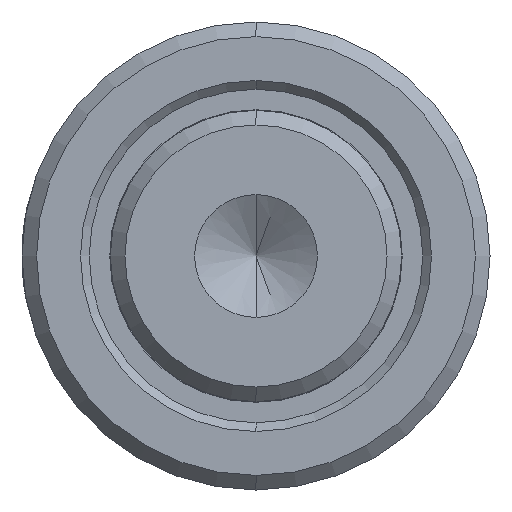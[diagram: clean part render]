
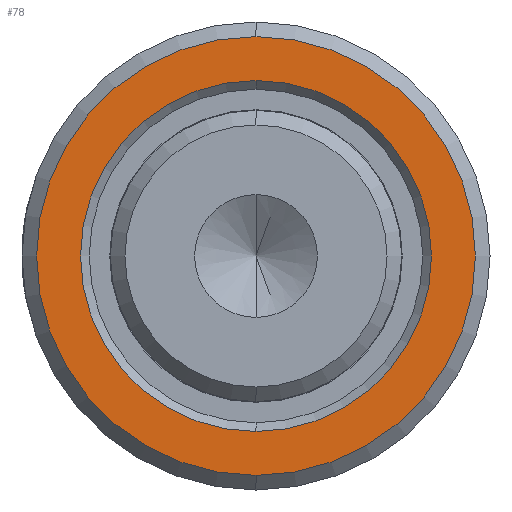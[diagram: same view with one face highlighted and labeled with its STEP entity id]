
A CAD part, left-side view. The second image highlights one B-rep face of the part: STEP entity #78.
In plain terms, the highlighted planar face has unit normal (-1, 0, 0).
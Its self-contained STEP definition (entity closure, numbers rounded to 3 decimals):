
#6 = DIRECTION ( 'NONE',  ( -1., 0., 0. ) ) ;
#17 = VERTEX_POINT ( 'NONE', #143 ) ;
#39 = CIRCLE ( 'NONE', #447, 6. ) ;
#63 = CARTESIAN_POINT ( 'NONE',  ( 8., 0., 6. ) ) ;
#78 = ADVANCED_FACE ( 'NONE', ( #1360, #263 ), #1596, .T. ) ;
#117 = DIRECTION ( 'NONE',  ( 0., 0., 1. ) ) ;
#122 = DIRECTION ( 'NONE',  ( 0., 0., 1. ) ) ;
#143 = CARTESIAN_POINT ( 'NONE',  ( 8., 0., -7.5 ) ) ;
#263 = FACE_BOUND ( 'NONE', #1712, .T. ) ;
#268 = AXIS2_PLACEMENT_3D ( 'NONE', #1842, #986, #122 ) ;
#349 = EDGE_CURVE ( 'NONE', #17, #1096, #1810, .T. ) ;
#447 = AXIS2_PLACEMENT_3D ( 'NONE', #1658, #799, #1800 ) ;
#594 = DIRECTION ( 'NONE',  ( 0., 0., 1. ) ) ;
#597 = DIRECTION ( 'NONE',  ( -1., 0., 0. ) ) ;
#609 = CARTESIAN_POINT ( 'NONE',  ( 8., -5., 0. ) ) ;
#742 = CIRCLE ( 'NONE', #1630, 7.5 ) ;
#799 = DIRECTION ( 'NONE',  ( -1., 0., 0. ) ) ;
#887 = CARTESIAN_POINT ( 'NONE',  ( 8., 0., 0. ) ) ;
#928 = ORIENTED_EDGE ( 'NONE', *, *, #935, .F. ) ;
#935 = EDGE_CURVE ( 'NONE', #961, #1728, #39, .T. ) ;
#961 = VERTEX_POINT ( 'NONE', #63 ) ;
#983 = DIRECTION ( 'NONE',  ( -1., 0., 0. ) ) ;
#986 = DIRECTION ( 'NONE',  ( -1., 0., 0. ) ) ;
#1021 = DIRECTION ( 'NONE',  ( 0., 0., 1. ) ) ;
#1031 = CARTESIAN_POINT ( 'NONE',  ( 8., 0., 7.5 ) ) ;
#1065 = ORIENTED_EDGE ( 'NONE', *, *, #1821, .F. ) ;
#1096 = VERTEX_POINT ( 'NONE', #1031 ) ;
#1223 = AXIS2_PLACEMENT_3D ( 'NONE', #887, #6, #1021 ) ;
#1266 = AXIS2_PLACEMENT_3D ( 'NONE', #609, #597, #594 ) ;
#1319 = CIRCLE ( 'NONE', #268, 6. ) ;
#1360 = FACE_OUTER_BOUND ( 'NONE', #1530, .T. ) ;
#1374 = ORIENTED_EDGE ( 'NONE', *, *, #349, .T. ) ;
#1530 = EDGE_LOOP ( 'NONE', ( #1374, #1623 ) ) ;
#1596 = PLANE ( 'NONE',  #1266 ) ;
#1623 = ORIENTED_EDGE ( 'NONE', *, *, #1683, .T. ) ;
#1630 = AXIS2_PLACEMENT_3D ( 'NONE', #1839, #983, #117 ) ;
#1658 = CARTESIAN_POINT ( 'NONE',  ( 8., 0., 0. ) ) ;
#1683 = EDGE_CURVE ( 'NONE', #1096, #17, #742, .T. ) ;
#1712 = EDGE_LOOP ( 'NONE', ( #928, #1065 ) ) ;
#1728 = VERTEX_POINT ( 'NONE', #1819 ) ;
#1800 = DIRECTION ( 'NONE',  ( 0., 0., 1. ) ) ;
#1810 = CIRCLE ( 'NONE', #1223, 7.5 ) ;
#1819 = CARTESIAN_POINT ( 'NONE',  ( 8., 0., -6. ) ) ;
#1821 = EDGE_CURVE ( 'NONE', #1728, #961, #1319, .T. ) ;
#1839 = CARTESIAN_POINT ( 'NONE',  ( 8., 0., 0. ) ) ;
#1842 = CARTESIAN_POINT ( 'NONE',  ( 8., 0., 0. ) ) ;
